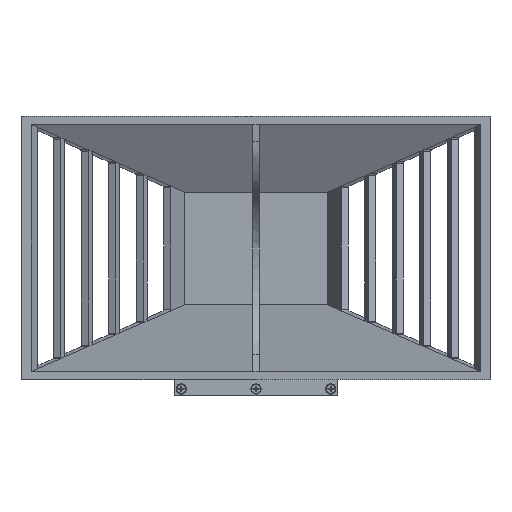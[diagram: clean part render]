
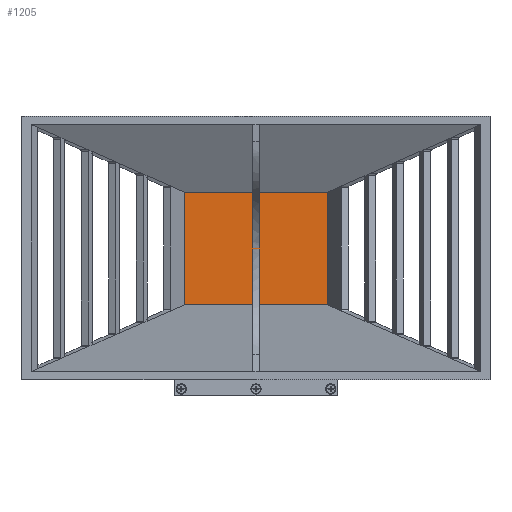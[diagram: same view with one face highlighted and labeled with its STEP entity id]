
A CAD part, top view. The second image highlights one B-rep face of the part: STEP entity #1205.
In plain terms, the highlighted planar face has unit normal (0, 0, 1).
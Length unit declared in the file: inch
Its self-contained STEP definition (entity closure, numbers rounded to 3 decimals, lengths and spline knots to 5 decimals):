
#49 = CARTESIAN_POINT ( 'NONE',  ( -0.07874, -1.35055, 0.11811 ) ) ;
#539 = CARTESIAN_POINT ( 'NONE',  ( 0.07874, 0.01404, 0.11811 ) ) ;
#719 = VECTOR ( 'NONE', #30843, 39.37008 ) ;
#903 = VERTEX_POINT ( 'NONE', #29141 ) ;
#1133 = LINE ( 'NONE', #24658, #719 ) ;
#1205 = ADVANCED_FACE ( 'NONE', ( #19500 ), #11098, .F. ) ;
#1357 = ORIENTED_EDGE ( 'NONE', *, *, #35533, .F. ) ;
#1731 = CARTESIAN_POINT ( 'NONE',  ( 0., -0.01404, 0.11811 ) ) ;
#1992 = VECTOR ( 'NONE', #10908, 39.37008 ) ;
#2044 = VECTOR ( 'NONE', #26627, 39.37008 ) ;
#2604 = DIRECTION ( 'NONE',  ( 1., 0., 0. ) ) ;
#2937 = DIRECTION ( 'NONE',  ( 0., 1., 0. ) ) ;
#4019 = CARTESIAN_POINT ( 'NONE',  ( -1.73198, 0., 0.11811 ) ) ;
#4127 = LINE ( 'NONE', #10020, #32620 ) ;
#4175 = ORIENTED_EDGE ( 'NONE', *, *, #7871, .F. ) ;
#4308 = LINE ( 'NONE', #1731, #18502 ) ;
#4624 = CARTESIAN_POINT ( 'NONE',  ( 0., -1.36429, 0.11811 ) ) ;
#4638 = DIRECTION ( 'NONE',  ( 0., -1., 0. ) ) ;
#5156 = VECTOR ( 'NONE', #23868, 39.37008 ) ;
#5302 = LINE ( 'NONE', #4624, #5156 ) ;
#6379 = DIRECTION ( 'NONE',  ( 0., -1., 0. ) ) ;
#6448 = VERTEX_POINT ( 'NONE', #41055 ) ;
#6955 = VERTEX_POINT ( 'NONE', #8421 ) ;
#7027 = ORIENTED_EDGE ( 'NONE', *, *, #25260, .F. ) ;
#7626 = VERTEX_POINT ( 'NONE', #27190 ) ;
#7871 = EDGE_CURVE ( 'NONE', #6448, #15180, #4308, .T. ) ;
#8421 = CARTESIAN_POINT ( 'NONE',  ( 1.73198, 1.36429, 0.11811 ) ) ;
#8429 = ORIENTED_EDGE ( 'NONE', *, *, #26767, .F. ) ;
#8476 = DIRECTION ( 'NONE',  ( -1., 0., 0. ) ) ;
#8534 = ORIENTED_EDGE ( 'NONE', *, *, #39599, .F. ) ;
#9462 = CARTESIAN_POINT ( 'NONE',  ( 1.73198, 0., 0.11811 ) ) ;
#9826 = VECTOR ( 'NONE', #34816, 39.37008 ) ;
#10020 = CARTESIAN_POINT ( 'NONE',  ( 0., 1.36429, 0.11811 ) ) ;
#10062 = VECTOR ( 'NONE', #6379, 39.37008 ) ;
#10908 = DIRECTION ( 'NONE',  ( 0., -1., 0. ) ) ;
#11098 = PLANE ( 'NONE',  #32618 ) ;
#11390 = EDGE_CURVE ( 'NONE', #20250, #6448, #28054, .T. ) ;
#12454 = VECTOR ( 'NONE', #16798, 39.37008 ) ;
#13446 = VERTEX_POINT ( 'NONE', #36267 ) ;
#13715 = CARTESIAN_POINT ( 'NONE',  ( -0.07874, -1.36429, 0.11811 ) ) ;
#14167 = VERTEX_POINT ( 'NONE', #30958 ) ;
#14406 = CARTESIAN_POINT ( 'NONE',  ( 0., 0., 0.11811 ) ) ;
#15180 = VERTEX_POINT ( 'NONE', #42042 ) ;
#15256 = CARTESIAN_POINT ( 'NONE',  ( 0., 1.36429, 0.11811 ) ) ;
#15840 = EDGE_CURVE ( 'NONE', #26288, #26097, #25407, .T. ) ;
#16038 = LINE ( 'NONE', #4019, #2044 ) ;
#16050 = LINE ( 'NONE', #17896, #1992 ) ;
#16798 = DIRECTION ( 'NONE',  ( -1., 0., 0. ) ) ;
#16852 = EDGE_CURVE ( 'NONE', #7626, #26288, #16050, .T. ) ;
#17704 = ORIENTED_EDGE ( 'NONE', *, *, #15840, .T. ) ;
#17896 = CARTESIAN_POINT ( 'NONE',  ( 0.07874, 0., 0.11811 ) ) ;
#18344 = CARTESIAN_POINT ( 'NONE',  ( -0.07874, 0.01404, 0.11811 ) ) ;
#18502 = VECTOR ( 'NONE', #8476, 39.37008 ) ;
#19500 = FACE_OUTER_BOUND ( 'NONE', #34878, .T. ) ;
#20250 = VERTEX_POINT ( 'NONE', #25137 ) ;
#21028 = VERTEX_POINT ( 'NONE', #13715 ) ;
#21149 = DIRECTION ( 'NONE',  ( -1., 0., 0. ) ) ;
#21327 = ORIENTED_EDGE ( 'NONE', *, *, #36163, .F. ) ;
#21566 = EDGE_CURVE ( 'NONE', #21028, #903, #5302, .T. ) ;
#23049 = ORIENTED_EDGE ( 'NONE', *, *, #16852, .T. ) ;
#23553 = CARTESIAN_POINT ( 'NONE',  ( 0.07874, -1.35055, 0.11811 ) ) ;
#23584 = DIRECTION ( 'NONE',  ( 0., 0., -1. ) ) ;
#23868 = DIRECTION ( 'NONE',  ( -1., 0., 0. ) ) ;
#24064 = LINE ( 'NONE', #15256, #9826 ) ;
#24563 = CARTESIAN_POINT ( 'NONE',  ( 0., -1.36429, 0.11811 ) ) ;
#24628 = EDGE_CURVE ( 'NONE', #903, #13446, #16038, .T. ) ;
#24658 = CARTESIAN_POINT ( 'NONE',  ( -0.07874, 0., 0.11811 ) ) ;
#25137 = CARTESIAN_POINT ( 'NONE',  ( 0.07874, -1.36429, 0.11811 ) ) ;
#25260 = EDGE_CURVE ( 'NONE', #7626, #6955, #4127, .T. ) ;
#25407 = LINE ( 'NONE', #30515, #26581 ) ;
#26097 = VERTEX_POINT ( 'NONE', #18344 ) ;
#26288 = VERTEX_POINT ( 'NONE', #539 ) ;
#26581 = VECTOR ( 'NONE', #21149, 39.37008 ) ;
#26627 = DIRECTION ( 'NONE',  ( 0., 1., 0. ) ) ;
#26767 = EDGE_CURVE ( 'NONE', #6955, #36030, #38103, .T. ) ;
#27190 = CARTESIAN_POINT ( 'NONE',  ( 0.07874, 1.36429, 0.11811 ) ) ;
#28054 = LINE ( 'NONE', #23553, #42375 ) ;
#29141 = CARTESIAN_POINT ( 'NONE',  ( -1.73198, -1.36429, 0.11811 ) ) ;
#30515 = CARTESIAN_POINT ( 'NONE',  ( 0., 0.01404, 0.11811 ) ) ;
#30843 = DIRECTION ( 'NONE',  ( 0., -1., 0. ) ) ;
#30958 = CARTESIAN_POINT ( 'NONE',  ( -0.07874, 1.36429, 0.11811 ) ) ;
#31424 = ORIENTED_EDGE ( 'NONE', *, *, #11390, .F. ) ;
#31658 = CARTESIAN_POINT ( 'NONE',  ( 1.73198, -1.36429, 0.11811 ) ) ;
#32442 = ORIENTED_EDGE ( 'NONE', *, *, #24628, .F. ) ;
#32571 = VECTOR ( 'NONE', #2937, 39.37008 ) ;
#32618 = AXIS2_PLACEMENT_3D ( 'NONE', #14406, #23584, #4638 ) ;
#32620 = VECTOR ( 'NONE', #2604, 39.37008 ) ;
#32852 = LINE ( 'NONE', #49, #32571 ) ;
#34816 = DIRECTION ( 'NONE',  ( 1., 0., 0. ) ) ;
#34878 = EDGE_LOOP ( 'NONE', ( #35282, #36428, #4175, #31424, #1357, #8429, #7027, #23049, #17704, #21327, #8534, #32442 ) ) ;
#35282 = ORIENTED_EDGE ( 'NONE', *, *, #21566, .F. ) ;
#35533 = EDGE_CURVE ( 'NONE', #36030, #20250, #39487, .T. ) ;
#36030 = VERTEX_POINT ( 'NONE', #31658 ) ;
#36163 = EDGE_CURVE ( 'NONE', #14167, #26097, #1133, .T. ) ;
#36267 = CARTESIAN_POINT ( 'NONE',  ( -1.73198, 1.36429, 0.11811 ) ) ;
#36428 = ORIENTED_EDGE ( 'NONE', *, *, #37656, .T. ) ;
#37656 = EDGE_CURVE ( 'NONE', #21028, #15180, #32852, .T. ) ;
#38103 = LINE ( 'NONE', #9462, #10062 ) ;
#39487 = LINE ( 'NONE', #24563, #12454 ) ;
#39599 = EDGE_CURVE ( 'NONE', #13446, #14167, #24064, .T. ) ;
#39819 = DIRECTION ( 'NONE',  ( 0., 1., 0. ) ) ;
#41055 = CARTESIAN_POINT ( 'NONE',  ( 0.07874, -0.01404, 0.11811 ) ) ;
#42042 = CARTESIAN_POINT ( 'NONE',  ( -0.07874, -0.01404, 0.11811 ) ) ;
#42375 = VECTOR ( 'NONE', #39819, 39.37008 ) ;
